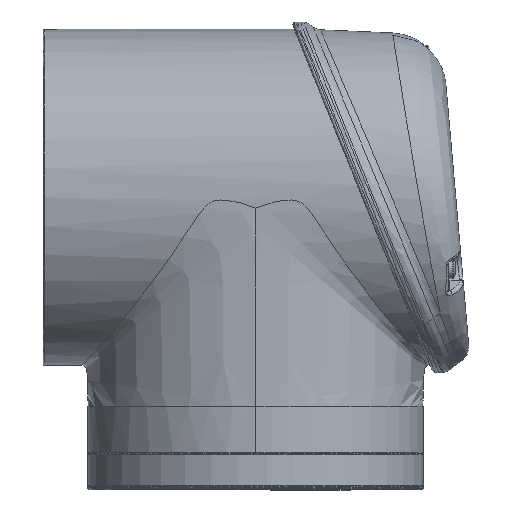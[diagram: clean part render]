
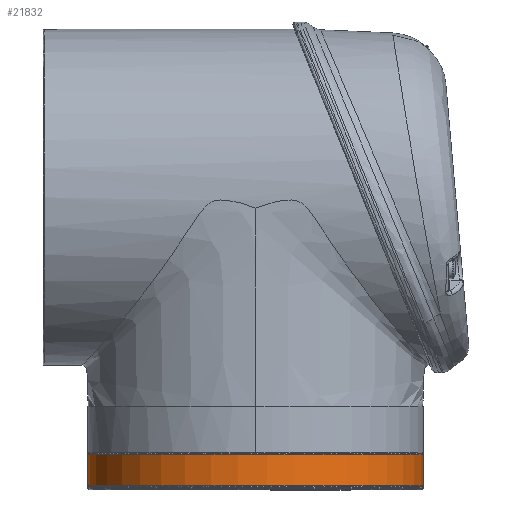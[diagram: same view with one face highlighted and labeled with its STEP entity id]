
A CAD part, left-side view. The second image highlights one B-rep face of the part: STEP entity #21832.
In plain terms, the highlighted cylindrical face has radius 45 mm (diameter 90 mm), a partial arc.
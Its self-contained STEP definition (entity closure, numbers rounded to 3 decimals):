
#28 = CARTESIAN_POINT ( 'NONE',  ( 0., 1019.1, 101.1 ) ) ;
#120 = LINE ( 'NONE', #4088, #12599 ) ;
#162 = DIRECTION ( 'NONE',  ( 0., 0., -1. ) ) ;
#797 = EDGE_LOOP ( 'NONE', ( #10825, #6076, #24648, #6857, #2078, #4915 ) ) ;
#890 = CARTESIAN_POINT ( 'NONE',  ( 0., 1064.1, 101.1 ) ) ;
#1294 = EDGE_CURVE ( 'NONE', #17288, #25575, #13174, .T. ) ;
#1878 = DIRECTION ( 'NONE',  ( 0., 1., 0. ) ) ;
#2078 = ORIENTED_EDGE ( 'NONE', *, *, #5454, .T. ) ;
#2665 = CARTESIAN_POINT ( 'NONE',  ( 0., 1019.1, 96.893 ) ) ;
#2753 = DIRECTION ( 'NONE',  ( 0., 0., -1. ) ) ;
#3721 = CIRCLE ( 'NONE', #18068, 45. ) ;
#4088 = CARTESIAN_POINT ( 'NONE',  ( 0., 974.1, 101.1 ) ) ;
#4153 = CIRCLE ( 'NONE', #21016, 45. ) ;
#4915 = ORIENTED_EDGE ( 'NONE', *, *, #12088, .T. ) ;
#5374 = VECTOR ( 'NONE', #2753, 1000. ) ;
#5454 = EDGE_CURVE ( 'NONE', #25575, #25842, #20139, .T. ) ;
#5804 = DIRECTION ( 'NONE',  ( 0., 0., -1. ) ) ;
#6076 = ORIENTED_EDGE ( 'NONE', *, *, #14583, .F. ) ;
#6118 = DIRECTION ( 'NONE',  ( 0., 0., 1. ) ) ;
#6729 = CARTESIAN_POINT ( 'NONE',  ( 0., 1064.1, 96.893 ) ) ;
#6767 = VERTEX_POINT ( 'NONE', #22079 ) ;
#6857 = ORIENTED_EDGE ( 'NONE', *, *, #1294, .T. ) ;
#7433 = VERTEX_POINT ( 'NONE', #13253 ) ;
#8101 = DIRECTION ( 'NONE',  ( 0., 1., 0. ) ) ;
#8229 = DIRECTION ( 'NONE',  ( 0.906, -0.423, 0. ) ) ;
#9355 = CARTESIAN_POINT ( 'NONE',  ( 0., 974.1, 96.893 ) ) ;
#10085 = FACE_OUTER_BOUND ( 'NONE', #797, .T. ) ;
#10132 = AXIS2_PLACEMENT_3D ( 'NONE', #28, #162, #8101 ) ;
#10825 = ORIENTED_EDGE ( 'NONE', *, *, #13761, .F. ) ;
#12088 = EDGE_CURVE ( 'NONE', #25842, #14128, #4153, .T. ) ;
#12109 = AXIS2_PLACEMENT_3D ( 'NONE', #19959, #16013, #1878 ) ;
#12314 = DIRECTION ( 'NONE',  ( 0., 0., 1. ) ) ;
#12599 = VECTOR ( 'NONE', #5804, 1000. ) ;
#13174 = LINE ( 'NONE', #890, #5374 ) ;
#13253 = CARTESIAN_POINT ( 'NONE',  ( -40.784, 1038.118, 105.307 ) ) ;
#13761 = EDGE_CURVE ( 'NONE', #6767, #14128, #120, .T. ) ;
#14128 = VERTEX_POINT ( 'NONE', #9355 ) ;
#14583 = EDGE_CURVE ( 'NONE', #7433, #6767, #3721, .T. ) ;
#15992 = CARTESIAN_POINT ( 'NONE',  ( 0., 1019.1, 105.307 ) ) ;
#16013 = DIRECTION ( 'NONE',  ( 0., 0., 1. ) ) ;
#16593 = CARTESIAN_POINT ( 'NONE',  ( -40.784, 1038.118, 96.893 ) ) ;
#17288 = VERTEX_POINT ( 'NONE', #24720 ) ;
#18068 = AXIS2_PLACEMENT_3D ( 'NONE', #15992, #21923, #20075 ) ;
#18119 = CYLINDRICAL_SURFACE ( 'NONE', #10132, 45. ) ;
#19959 = CARTESIAN_POINT ( 'NONE',  ( 0., 1019.1, 96.893 ) ) ;
#20075 = DIRECTION ( 'NONE',  ( 0.906, -0.423, 0. ) ) ;
#20139 = CIRCLE ( 'NONE', #12109, 45. ) ;
#21016 = AXIS2_PLACEMENT_3D ( 'NONE', #2665, #12314, #22320 ) ;
#21488 = CIRCLE ( 'NONE', #23593, 45. ) ;
#21832 = ADVANCED_FACE ( 'NONE', ( #10085 ), #18119, .T. ) ;
#21849 = EDGE_CURVE ( 'NONE', #17288, #7433, #21488, .T. ) ;
#21923 = DIRECTION ( 'NONE',  ( 0., 0., 1. ) ) ;
#22079 = CARTESIAN_POINT ( 'NONE',  ( 0., 974.1, 105.307 ) ) ;
#22320 = DIRECTION ( 'NONE',  ( 0., 1., 0. ) ) ;
#22338 = CARTESIAN_POINT ( 'NONE',  ( 0., 1019.1, 105.307 ) ) ;
#23593 = AXIS2_PLACEMENT_3D ( 'NONE', #22338, #6118, #8229 ) ;
#24648 = ORIENTED_EDGE ( 'NONE', *, *, #21849, .F. ) ;
#24720 = CARTESIAN_POINT ( 'NONE',  ( 0., 1064.1, 105.307 ) ) ;
#25575 = VERTEX_POINT ( 'NONE', #6729 ) ;
#25842 = VERTEX_POINT ( 'NONE', #16593 ) ;
